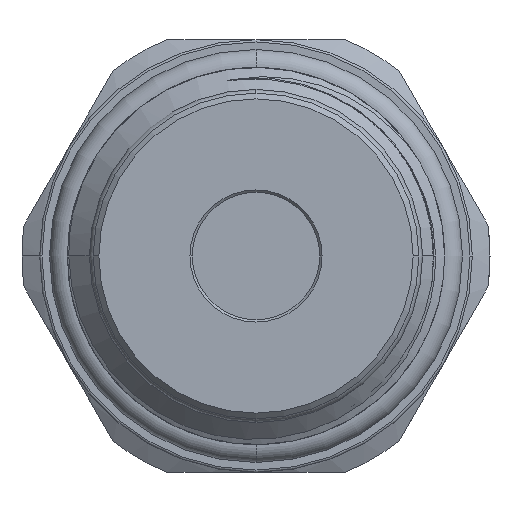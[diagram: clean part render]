
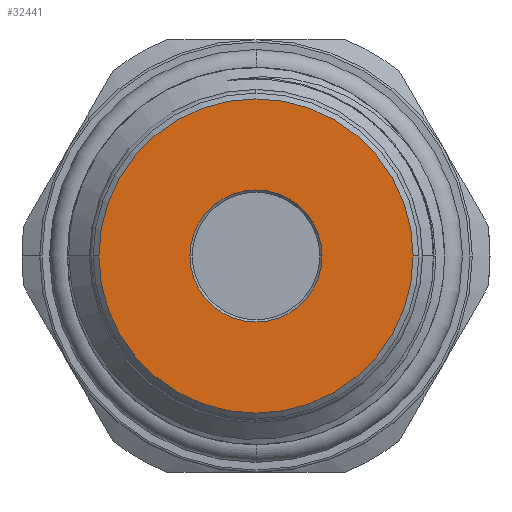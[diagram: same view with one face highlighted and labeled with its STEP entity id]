
A CAD part, left-side view. The second image highlights one B-rep face of the part: STEP entity #32441.
In plain terms, the highlighted planar face has unit normal (-1, 0, 0).
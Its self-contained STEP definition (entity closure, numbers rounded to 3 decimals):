
#364 = CARTESIAN_POINT ( 'NONE',  ( -42.75, 0., 0. ) ) ;
#1291 = CARTESIAN_POINT ( 'NONE',  ( -42.75, 0., 0. ) ) ;
#1381 = EDGE_CURVE ( 'NONE', #32856, #5172, #8104, .T. ) ;
#1418 = CARTESIAN_POINT ( 'NONE',  ( -42.75, 0., 0. ) ) ;
#2624 = PLANE ( 'NONE',  #7736 ) ;
#4765 = CARTESIAN_POINT ( 'NONE',  ( -42.75, 0., 0. ) ) ;
#5172 = VERTEX_POINT ( 'NONE', #28950 ) ;
#5766 = CIRCLE ( 'NONE', #24341, 13.8 ) ;
#6502 = VERTEX_POINT ( 'NONE', #15372 ) ;
#7736 = AXIS2_PLACEMENT_3D ( 'NONE', #20554, #11641, #17753 ) ;
#7753 = DIRECTION ( 'NONE',  ( 0., -1., 0. ) ) ;
#8104 = CIRCLE ( 'NONE', #25246, 5.8 ) ;
#9637 = ORIENTED_EDGE ( 'NONE', *, *, #1381, .T. ) ;
#10941 = DIRECTION ( 'NONE',  ( -1., 0., 0. ) ) ;
#11641 = DIRECTION ( 'NONE',  ( -1., 0., 0. ) ) ;
#11914 = FACE_BOUND ( 'NONE', #20893, .T. ) ;
#12681 = ORIENTED_EDGE ( 'NONE', *, *, #15788, .T. ) ;
#15372 = CARTESIAN_POINT ( 'NONE',  ( -42.75, -13.8, 0. ) ) ;
#15604 = DIRECTION ( 'NONE',  ( 0., -1., 0. ) ) ;
#15788 = EDGE_CURVE ( 'NONE', #6502, #32094, #29632, .T. ) ;
#16682 = AXIS2_PLACEMENT_3D ( 'NONE', #1418, #19482, #7753 ) ;
#17573 = EDGE_CURVE ( 'NONE', #32094, #6502, #5766, .T. ) ;
#17753 = DIRECTION ( 'NONE',  ( 0., -1., 0. ) ) ;
#19482 = DIRECTION ( 'NONE',  ( -1., 0., 0. ) ) ;
#20042 = DIRECTION ( 'NONE',  ( 1., 0., 0. ) ) ;
#20144 = DIRECTION ( 'NONE',  ( 0., -1., 0. ) ) ;
#20554 = CARTESIAN_POINT ( 'NONE',  ( -42.75, 0., 0. ) ) ;
#20695 = ORIENTED_EDGE ( 'NONE', *, *, #38310, .T. ) ;
#20893 = EDGE_LOOP ( 'NONE', ( #20695, #9637 ) ) ;
#21426 = FACE_OUTER_BOUND ( 'NONE', #31456, .T. ) ;
#23090 = DIRECTION ( 'NONE',  ( 0., -1., 0. ) ) ;
#24341 = AXIS2_PLACEMENT_3D ( 'NONE', #1291, #10941, #20144 ) ;
#24986 = CARTESIAN_POINT ( 'NONE',  ( -42.75, 13.8, 0. ) ) ;
#25246 = AXIS2_PLACEMENT_3D ( 'NONE', #364, #33800, #15604 ) ;
#28404 = CARTESIAN_POINT ( 'NONE',  ( -42.75, 5.8, 0. ) ) ;
#28950 = CARTESIAN_POINT ( 'NONE',  ( -42.75, -5.8, 0. ) ) ;
#29632 = CIRCLE ( 'NONE', #16682, 13.8 ) ;
#29641 = CIRCLE ( 'NONE', #33155, 5.8 ) ;
#31456 = EDGE_LOOP ( 'NONE', ( #31554, #12681 ) ) ;
#31554 = ORIENTED_EDGE ( 'NONE', *, *, #17573, .T. ) ;
#32094 = VERTEX_POINT ( 'NONE', #24986 ) ;
#32441 = ADVANCED_FACE ( 'NONE', ( #11914, #21426 ), #2624, .T. ) ;
#32856 = VERTEX_POINT ( 'NONE', #28404 ) ;
#33155 = AXIS2_PLACEMENT_3D ( 'NONE', #4765, #20042, #23090 ) ;
#33800 = DIRECTION ( 'NONE',  ( 1., 0., 0. ) ) ;
#38310 = EDGE_CURVE ( 'NONE', #5172, #32856, #29641, .T. ) ;
